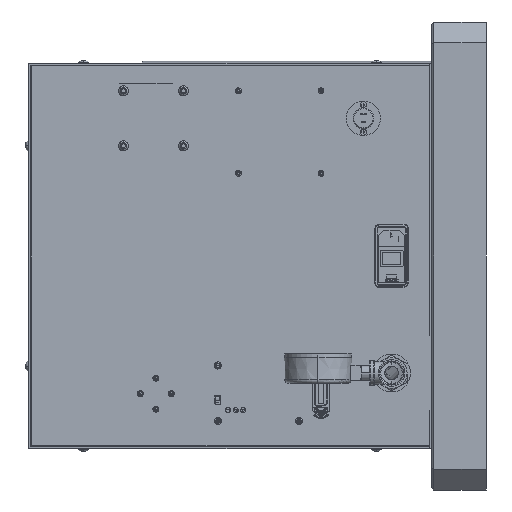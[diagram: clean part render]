
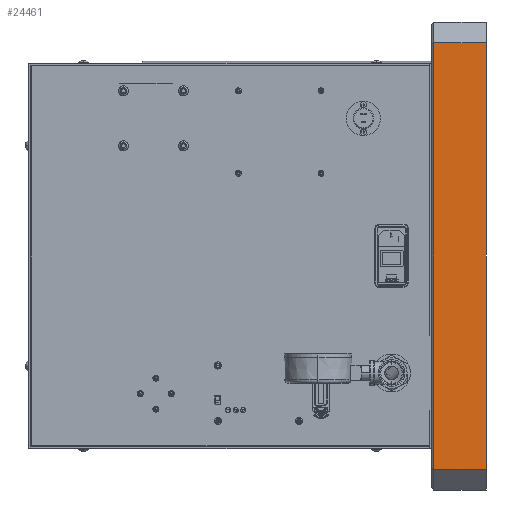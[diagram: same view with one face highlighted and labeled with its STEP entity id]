
A CAD part, left-side view. The second image highlights one B-rep face of the part: STEP entity #24461.
In plain terms, the highlighted planar face has unit normal (-1, 0, 0).
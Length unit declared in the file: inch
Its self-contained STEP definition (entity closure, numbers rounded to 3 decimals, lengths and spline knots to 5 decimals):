
#705 = ORIENTED_EDGE ( 'NONE', *, *, #52263, .T. ) ;
#3903 = LINE ( 'NONE', #11123, #41713 ) ;
#6330 = ORIENTED_EDGE ( 'NONE', *, *, #52420, .T. ) ;
#11123 = CARTESIAN_POINT ( 'NONE',  ( 0., 2., -7.75 ) ) ;
#13013 = EDGE_CURVE ( 'NONE', #20566, #63799, #53334, .T. ) ;
#13582 = PLANE ( 'NONE',  #62724 ) ;
#14750 = LINE ( 'NONE', #50519, #26256 ) ;
#16353 = VECTOR ( 'NONE', #19155, 39.37008 ) ;
#18441 = CARTESIAN_POINT ( 'NONE',  ( 0., 1.90625, -7.75 ) ) ;
#19155 = DIRECTION ( 'NONE',  ( 0., 0., 1. ) ) ;
#20541 = CARTESIAN_POINT ( 'NONE',  ( 0., 0., 7.75 ) ) ;
#20566 = VERTEX_POINT ( 'NONE', #33158 ) ;
#21487 = EDGE_CURVE ( 'NONE', #63799, #47039, #3903, .T. ) ;
#23663 = CARTESIAN_POINT ( 'NONE',  ( 0., 0., 8.5 ) ) ;
#24461 = ADVANCED_FACE ( 'NONE', ( #39026 ), #13582, .F. ) ;
#26256 = VECTOR ( 'NONE', #60491, 39.37008 ) ;
#28539 = DIRECTION ( 'NONE',  ( 1., 0., 0. ) ) ;
#32199 = EDGE_LOOP ( 'NONE', ( #6330, #37055, #56223, #705 ) ) ;
#33158 = CARTESIAN_POINT ( 'NONE',  ( 0., 1.90625, 7.75 ) ) ;
#34268 = CARTESIAN_POINT ( 'NONE',  ( 0., 1.90625, 8.5 ) ) ;
#36102 = DIRECTION ( 'NONE',  ( 0., -1., 0. ) ) ;
#37055 = ORIENTED_EDGE ( 'NONE', *, *, #13013, .T. ) ;
#38399 = VERTEX_POINT ( 'NONE', #20541 ) ;
#39026 = FACE_OUTER_BOUND ( 'NONE', #32199, .T. ) ;
#39272 = DIRECTION ( 'NONE',  ( 0., 0., -1. ) ) ;
#39991 = VECTOR ( 'NONE', #39272, 39.37008 ) ;
#41713 = VECTOR ( 'NONE', #36102, 39.37008 ) ;
#47039 = VERTEX_POINT ( 'NONE', #54823 ) ;
#50519 = CARTESIAN_POINT ( 'NONE',  ( 0., 2., 7.75 ) ) ;
#52263 = EDGE_CURVE ( 'NONE', #47039, #38399, #55984, .T. ) ;
#52420 = EDGE_CURVE ( 'NONE', #38399, #20566, #14750, .T. ) ;
#53334 = LINE ( 'NONE', #34268, #39991 ) ;
#54823 = CARTESIAN_POINT ( 'NONE',  ( 0., 0., -7.75 ) ) ;
#55984 = LINE ( 'NONE', #23663, #16353 ) ;
#56223 = ORIENTED_EDGE ( 'NONE', *, *, #21487, .T. ) ;
#58475 = CARTESIAN_POINT ( 'NONE',  ( 0., 2., 8.5 ) ) ;
#60491 = DIRECTION ( 'NONE',  ( 0., 1., 0. ) ) ;
#62724 = AXIS2_PLACEMENT_3D ( 'NONE', #58475, #28539, #63439 ) ;
#63439 = DIRECTION ( 'NONE',  ( 0., 0., -1. ) ) ;
#63799 = VERTEX_POINT ( 'NONE', #18441 ) ;
